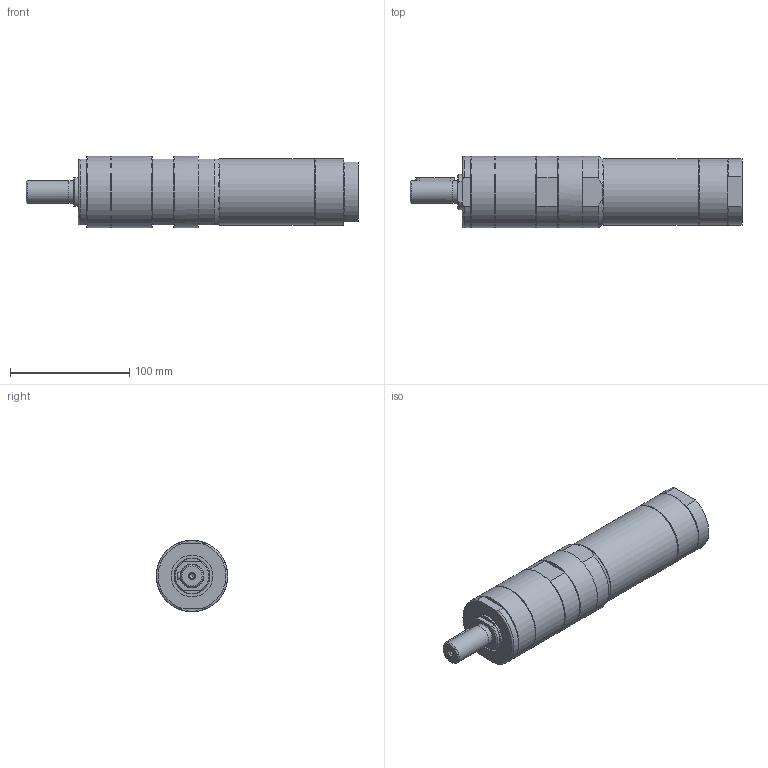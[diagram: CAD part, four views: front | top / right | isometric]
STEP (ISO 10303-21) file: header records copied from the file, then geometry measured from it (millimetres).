
FILE_DESCRIPTION(/* description */ (''),/* implementation_level */ '2;1');
FILE_NAME(/* name */ 'MRD 55-105_60009977.stp',/* time_stamp */ '2018-11-21T14:35:00+01:00',/* author */ ('flambert'),/* organization */ (''),/* preprocessor_version */ 'ST-DEVELOPER v17',/* originating_system */ 'Autodesk Inventor 2018',/* authorisation */ '');
FILE_SCHEMA (('AUTOMOTIVE_DESIGN { 1 0 10303 214 3 1 1 }'));
Length unit declared in the file: millimetre
Products named in the file (1): MRD 55-105_60009977
Bounding box: 278.7 x 60 x 60 mm (x, y, z)
Volume: 624364.7 mm3; surface area: 59921.1 mm2
Topology: 1 solids, 6 shells, 226 faces, 579 edges, 389 vertices
Faces by surface type: plane 125, cylinder 47, cone 39, bspline 7, torus 6, sphere 2
Full cylindrical faces by diameter (mm): 1.55 x2, 3.6 x1, 4 x2, 4.134 x1, 5 x1, 5.5 x1, 11.445 x1, 14.95 x1, 18.8 x1, 19 x1, 29.95 x1, 35 x1, 36.5 x1, 40 x1, 48.178 x2, 48.376 x2, 55.178 x1, 55.376 x1, 56 x2, 60 x3
Entity records: 7435 total; most frequent: CARTESIAN_POINT 1563, DIRECTION 1164, ORIENTED_EDGE 1154, EDGE_CURVE 577, AXIS2_PLACEMENT_3D 435, VERTEX_POINT 389, LINE 294, VECTOR 294
